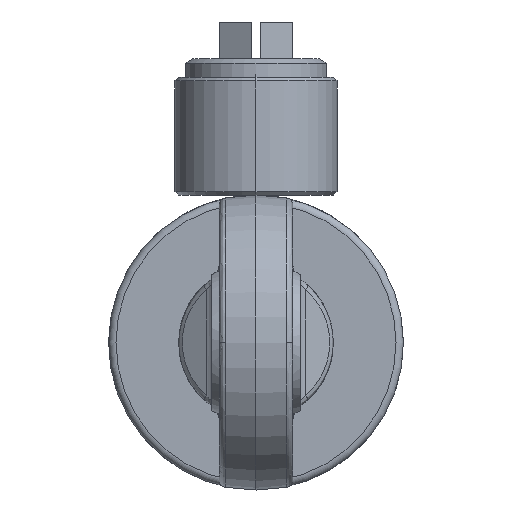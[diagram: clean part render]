
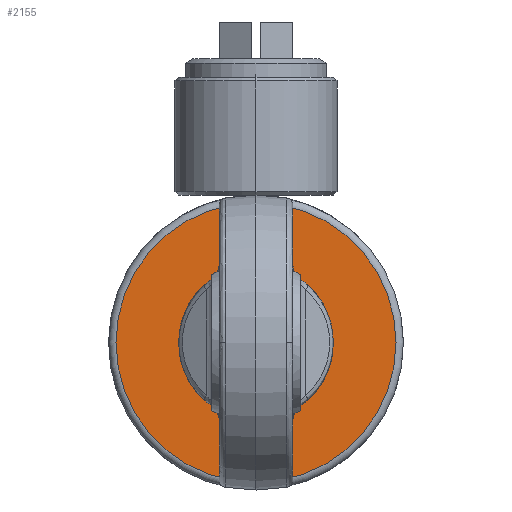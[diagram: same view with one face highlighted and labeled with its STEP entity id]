
A CAD part, left-side view. The second image highlights one B-rep face of the part: STEP entity #2155.
In plain terms, the highlighted planar face has unit normal (-1, 0, 0).
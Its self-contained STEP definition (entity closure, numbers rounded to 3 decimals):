
#18 = ORIENTED_EDGE ( 'NONE', *, *, #1941, .T. ) ;
#1173 = CIRCLE ( 'NONE', #13509, 19. ) ;
#1941 = EDGE_CURVE ( 'NONE', #8592, #12889, #1173, .T. ) ;
#2097 = AXIS2_PLACEMENT_3D ( 'NONE', #3178, #6674, #6593 ) ;
#2155 = ADVANCED_FACE ( 'NONE', ( #6549, #2936 ), #11095, .T. ) ;
#2936 = FACE_BOUND ( 'NONE', #13582, .T. ) ;
#2975 = EDGE_CURVE ( 'NONE', #9314, #13339, #13475, .T. ) ;
#3178 = CARTESIAN_POINT ( 'NONE',  ( -7., 0., 0. ) ) ;
#3292 = DIRECTION ( 'NONE',  ( 1., 0., 0. ) ) ;
#3492 = EDGE_CURVE ( 'NONE', #12889, #8592, #8263, .T. ) ;
#3972 = AXIS2_PLACEMENT_3D ( 'NONE', #14286, #5339, #7442 ) ;
#4269 = CARTESIAN_POINT ( 'NONE',  ( -7., 0., 2. ) ) ;
#4399 = DIRECTION ( 'NONE',  ( -1., 0., 0. ) ) ;
#4470 = ORIENTED_EDGE ( 'NONE', *, *, #6890, .T. ) ;
#5138 = DIRECTION ( 'NONE',  ( 0., 0., 1. ) ) ;
#5291 = CARTESIAN_POINT ( 'NONE',  ( -7., 0., 19. ) ) ;
#5339 = DIRECTION ( 'NONE',  ( 1., 0., 0. ) ) ;
#5499 = ORIENTED_EDGE ( 'NONE', *, *, #2975, .T. ) ;
#5731 = DIRECTION ( 'NONE',  ( 0., 0., -1. ) ) ;
#5810 = DIRECTION ( 'NONE',  ( 0., 0., 1. ) ) ;
#6549 = FACE_OUTER_BOUND ( 'NONE', #11018, .T. ) ;
#6593 = DIRECTION ( 'NONE',  ( 0., 0., 1. ) ) ;
#6674 = DIRECTION ( 'NONE',  ( -1., 0., 0. ) ) ;
#6890 = EDGE_CURVE ( 'NONE', #13339, #9314, #10153, .T. ) ;
#7442 = DIRECTION ( 'NONE',  ( 0., 0., -1. ) ) ;
#7460 = DIRECTION ( 'NONE',  ( -1., 0., 0. ) ) ;
#8263 = CIRCLE ( 'NONE', #2097, 19. ) ;
#8592 = VERTEX_POINT ( 'NONE', #13445 ) ;
#8761 = CARTESIAN_POINT ( 'NONE',  ( -7., 0., -2. ) ) ;
#8780 = AXIS2_PLACEMENT_3D ( 'NONE', #5291, #7460, #5138 ) ;
#9314 = VERTEX_POINT ( 'NONE', #4269 ) ;
#10153 = CIRCLE ( 'NONE', #11109, 2. ) ;
#10220 = CARTESIAN_POINT ( 'NONE',  ( -7., 0., 0. ) ) ;
#11018 = EDGE_LOOP ( 'NONE', ( #18, #13144 ) ) ;
#11095 = PLANE ( 'NONE',  #8780 ) ;
#11109 = AXIS2_PLACEMENT_3D ( 'NONE', #12507, #3292, #5731 ) ;
#11768 = CARTESIAN_POINT ( 'NONE',  ( -7., 0., -19. ) ) ;
#12507 = CARTESIAN_POINT ( 'NONE',  ( -7., 0., 0. ) ) ;
#12889 = VERTEX_POINT ( 'NONE', #11768 ) ;
#13144 = ORIENTED_EDGE ( 'NONE', *, *, #3492, .T. ) ;
#13339 = VERTEX_POINT ( 'NONE', #8761 ) ;
#13445 = CARTESIAN_POINT ( 'NONE',  ( -7., 0., 19. ) ) ;
#13475 = CIRCLE ( 'NONE', #3972, 2. ) ;
#13509 = AXIS2_PLACEMENT_3D ( 'NONE', #10220, #4399, #5810 ) ;
#13582 = EDGE_LOOP ( 'NONE', ( #4470, #5499 ) ) ;
#14286 = CARTESIAN_POINT ( 'NONE',  ( -7., 0., 0. ) ) ;
